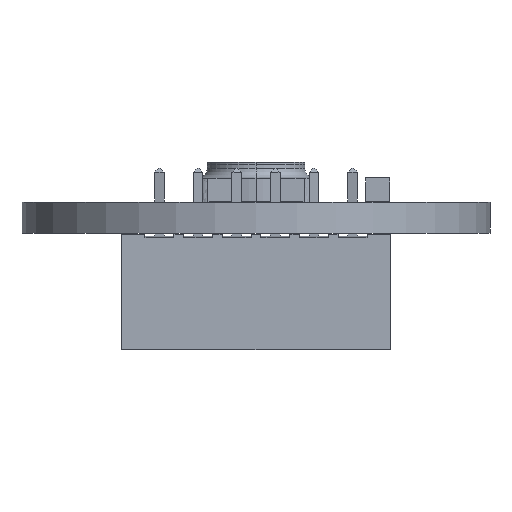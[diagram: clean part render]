
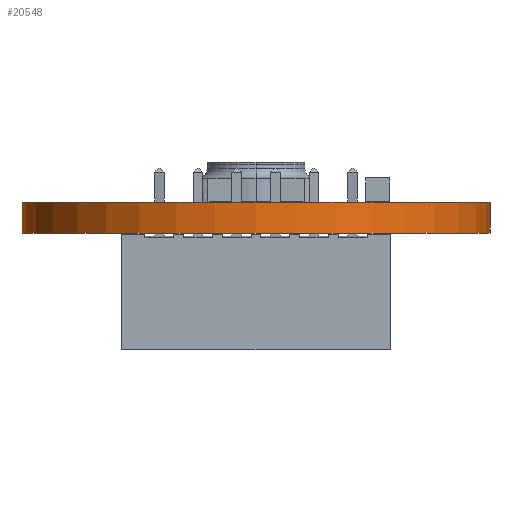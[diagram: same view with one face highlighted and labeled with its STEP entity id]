
A CAD part, front view. The second image highlights one B-rep face of the part: STEP entity #20548.
In plain terms, the highlighted cylindrical face has radius 12.121 mm (diameter 24.243 mm), a full revolution.
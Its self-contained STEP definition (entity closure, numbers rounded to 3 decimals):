
#20548 = ADVANCED_FACE('',(#20549),#20563,.T.);
#20549 = FACE_BOUND('',#20550,.F.);
#20550 = EDGE_LOOP('',(#20551,#20581,#20608,#20609));
#20551 = ORIENTED_EDGE('',*,*,#20552,.T.);
#20552 = EDGE_CURVE('',#20553,#20555,#20557,.T.);
#20553 = VERTEX_POINT('',#20554);
#20554 = CARTESIAN_POINT('',(118.674,-74.016,0.));
#20555 = VERTEX_POINT('',#20556);
#20556 = CARTESIAN_POINT('',(118.674,-74.016,1.6));
#20557 = SEAM_CURVE('',#20558,(#20562,#20574),.PCURVE_S1.);
#20558 = LINE('',#20559,#20560);
#20559 = CARTESIAN_POINT('',(118.674,-74.016,0.));
#20560 = VECTOR('',#20561,1.);
#20561 = DIRECTION('',(0.,0.,1.));
#20562 = PCURVE('',#20563,#20568);
#20563 = CYLINDRICAL_SURFACE('',#20564,12.121);
#20564 = AXIS2_PLACEMENT_3D('',#20565,#20566,#20567);
#20565 = CARTESIAN_POINT('',(106.553,-74.016,0.));
#20566 = DIRECTION('',(-0.,-0.,-1.));
#20567 = DIRECTION('',(1.,0.,-0.));
#20568 = DEFINITIONAL_REPRESENTATION('',(#20569),#20573);
#20569 = LINE('',#20570,#20571);
#20570 = CARTESIAN_POINT('',(-0.,0.));
#20571 = VECTOR('',#20572,1.);
#20572 = DIRECTION('',(-0.,-1.));
#20573 = ( GEOMETRIC_REPRESENTATION_CONTEXT(2) 
PARAMETRIC_REPRESENTATION_CONTEXT() REPRESENTATION_CONTEXT('2D SPACE',''
  ) );
#20574 = PCURVE('',#20563,#20575);
#20575 = DEFINITIONAL_REPRESENTATION('',(#20576),#20580);
#20576 = LINE('',#20577,#20578);
#20577 = CARTESIAN_POINT('',(-6.283,0.));
#20578 = VECTOR('',#20579,1.);
#20579 = DIRECTION('',(-0.,-1.));
#20580 = ( GEOMETRIC_REPRESENTATION_CONTEXT(2) 
PARAMETRIC_REPRESENTATION_CONTEXT() REPRESENTATION_CONTEXT('2D SPACE',''
  ) );
#20581 = ORIENTED_EDGE('',*,*,#20582,.T.);
#20582 = EDGE_CURVE('',#20555,#20555,#20583,.T.);
#20583 = SURFACE_CURVE('',#20584,(#20589,#20596),.PCURVE_S1.);
#20584 = CIRCLE('',#20585,12.121);
#20585 = AXIS2_PLACEMENT_3D('',#20586,#20587,#20588);
#20586 = CARTESIAN_POINT('',(106.553,-74.016,1.6));
#20587 = DIRECTION('',(0.,0.,1.));
#20588 = DIRECTION('',(1.,0.,-0.));
#20589 = PCURVE('',#20563,#20590);
#20590 = DEFINITIONAL_REPRESENTATION('',(#20591),#20595);
#20591 = LINE('',#20592,#20593);
#20592 = CARTESIAN_POINT('',(-0.,-1.6));
#20593 = VECTOR('',#20594,1.);
#20594 = DIRECTION('',(-1.,0.));
#20595 = ( GEOMETRIC_REPRESENTATION_CONTEXT(2) 
PARAMETRIC_REPRESENTATION_CONTEXT() REPRESENTATION_CONTEXT('2D SPACE',''
  ) );
#20596 = PCURVE('',#20597,#20602);
#20597 = PLANE('',#20598);
#20598 = AXIS2_PLACEMENT_3D('',#20599,#20600,#20601);
#20599 = CARTESIAN_POINT('',(106.553,-74.016,1.6));
#20600 = DIRECTION('',(0.,0.,1.));
#20601 = DIRECTION('',(1.,0.,-0.));
#20602 = DEFINITIONAL_REPRESENTATION('',(#20603),#20607);
#20603 = CIRCLE('',#20604,12.121);
#20604 = AXIS2_PLACEMENT_2D('',#20605,#20606);
#20605 = CARTESIAN_POINT('',(0.,0.));
#20606 = DIRECTION('',(1.,0.));
#20607 = ( GEOMETRIC_REPRESENTATION_CONTEXT(2) 
PARAMETRIC_REPRESENTATION_CONTEXT() REPRESENTATION_CONTEXT('2D SPACE',''
  ) );
#20608 = ORIENTED_EDGE('',*,*,#20552,.F.);
#20609 = ORIENTED_EDGE('',*,*,#20610,.F.);
#20610 = EDGE_CURVE('',#20553,#20553,#20611,.T.);
#20611 = SURFACE_CURVE('',#20612,(#20617,#20624),.PCURVE_S1.);
#20612 = CIRCLE('',#20613,12.121);
#20613 = AXIS2_PLACEMENT_3D('',#20614,#20615,#20616);
#20614 = CARTESIAN_POINT('',(106.553,-74.016,0.));
#20615 = DIRECTION('',(0.,0.,1.));
#20616 = DIRECTION('',(1.,0.,-0.));
#20617 = PCURVE('',#20563,#20618);
#20618 = DEFINITIONAL_REPRESENTATION('',(#20619),#20623);
#20619 = LINE('',#20620,#20621);
#20620 = CARTESIAN_POINT('',(-0.,0.));
#20621 = VECTOR('',#20622,1.);
#20622 = DIRECTION('',(-1.,0.));
#20623 = ( GEOMETRIC_REPRESENTATION_CONTEXT(2) 
PARAMETRIC_REPRESENTATION_CONTEXT() REPRESENTATION_CONTEXT('2D SPACE',''
  ) );
#20624 = PCURVE('',#20625,#20630);
#20625 = PLANE('',#20626);
#20626 = AXIS2_PLACEMENT_3D('',#20627,#20628,#20629);
#20627 = CARTESIAN_POINT('',(106.553,-74.016,0.));
#20628 = DIRECTION('',(0.,0.,1.));
#20629 = DIRECTION('',(1.,0.,-0.));
#20630 = DEFINITIONAL_REPRESENTATION('',(#20631),#20635);
#20631 = CIRCLE('',#20632,12.121);
#20632 = AXIS2_PLACEMENT_2D('',#20633,#20634);
#20633 = CARTESIAN_POINT('',(0.,0.));
#20634 = DIRECTION('',(1.,0.));
#20635 = ( GEOMETRIC_REPRESENTATION_CONTEXT(2) 
PARAMETRIC_REPRESENTATION_CONTEXT() REPRESENTATION_CONTEXT('2D SPACE',''
  ) );
